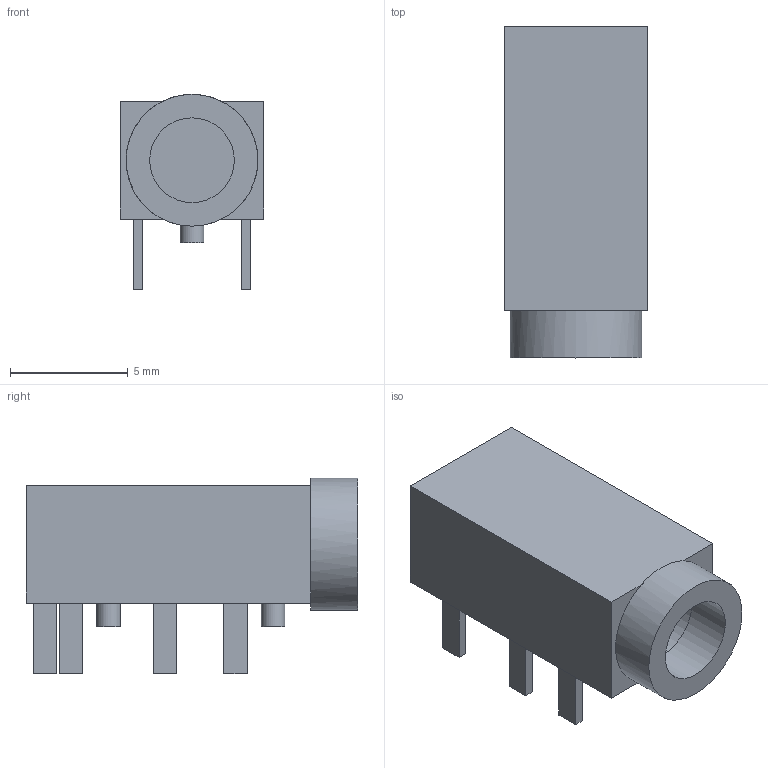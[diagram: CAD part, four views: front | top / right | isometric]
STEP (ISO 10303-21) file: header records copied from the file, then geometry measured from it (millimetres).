
FILE_DESCRIPTION(('FreeCAD Model'),'2;1');
FILE_NAME( 'PJ320A_trrs_jack.step', '2020-12-24T01:34:18',(''),(''),'Open CASCADE STEP processor 7.4', 'FreeCAD','Unknown');
FILE_SCHEMA(('AUTOMOTIVE_DESIGN { 1 0 10303 214 1 1 1 1 }'));
Length unit declared in the file: millimetre
Products named in the file (1): PJ320A_trss_jack
Bounding box: 6.1 x 14.1 x 8.3 mm (x, y, z)
Volume: 330.4 mm3; surface area: 511.5 mm2
Topology: 1 solids, 1 shells, 38 faces, 82 edges, 53 vertices
Faces by surface type: plane 33, cylinder 5
Full cylindrical faces by diameter (mm): 1 x2, 3.6 x2, 5.6 x1
Entity records: 1041 total; most frequent: CARTESIAN_POINT 174, DIRECTION 173, ORIENTED_EDGE 164, EDGE_CURVE 82, LINE 69, VECTOR 69, VERTEX_POINT 53, AXIS2_PLACEMENT_3D 52
